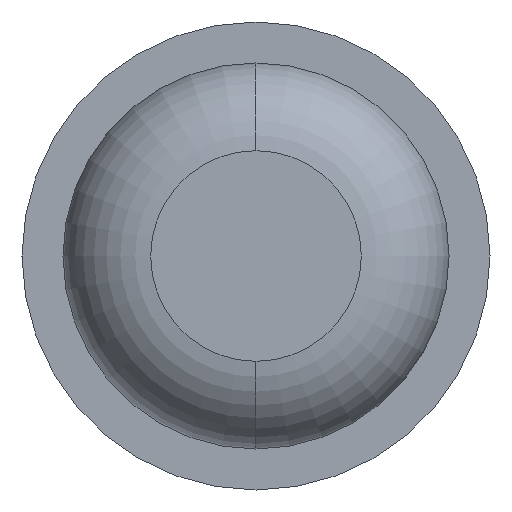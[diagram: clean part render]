
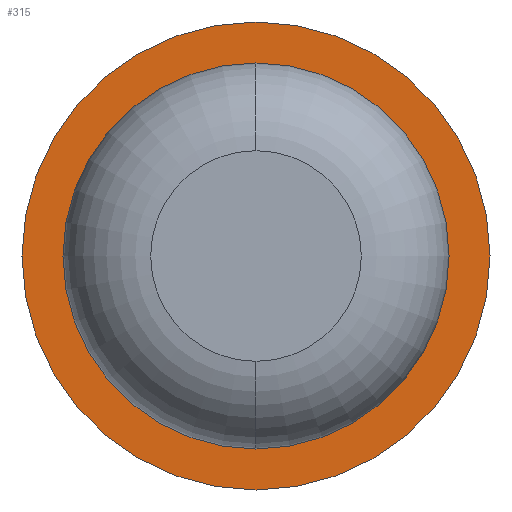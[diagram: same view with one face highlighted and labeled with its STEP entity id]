
A CAD part, front view. The second image highlights one B-rep face of the part: STEP entity #315.
In plain terms, the highlighted planar face has unit normal (0, -1, 0).
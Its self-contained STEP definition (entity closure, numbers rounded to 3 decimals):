
#298 = DIRECTION ( 'NONE',  ( -1., 0., 0. ) ) ;
#315 = ADVANCED_FACE ( 'Defeature ausgef�hrt1_5', ( #4033, #2029 ), #1133, .F. ) ;
#453 = VERTEX_POINT ( 'NONE', #779 ) ;
#505 = VERTEX_POINT ( 'NONE', #3647 ) ;
#572 = EDGE_CURVE ( 'Defeature ausgef�hrt1_5+Defeature ausgef�hrt1_0+Defeature ausgef�hrt1_0+Defeature ausgef�hrt1_0', #505, #2931, #4084, .T. ) ;
#779 = CARTESIAN_POINT ( 'NONE',  ( 1., -8., 0. ) ) ;
#863 = DIRECTION ( 'NONE',  ( 0., 1., 0. ) ) ;
#932 = CARTESIAN_POINT ( 'NONE',  ( 0., -8., 0. ) ) ;
#997 = DIRECTION ( 'NONE',  ( 0., 1., 0. ) ) ;
#1004 = EDGE_LOOP ( 'NONE', ( #2987, #2083 ) ) ;
#1133 = PLANE ( 'NONE',  #3642 ) ;
#1194 = EDGE_CURVE ( 'Defeature ausgef�hrt1_6+Defeature ausgef�hrt1_5+Defeature ausgef�hrt1_5+Defeature ausgef�hrt1_5', #3033, #453, #1253, .T. ) ;
#1198 = CARTESIAN_POINT ( 'NONE',  ( 0., -8., 0. ) ) ;
#1253 = CIRCLE ( 'NONE', #3730, 1. ) ;
#1622 = CARTESIAN_POINT ( 'NONE',  ( 0., -8., 0. ) ) ;
#1764 = CARTESIAN_POINT ( 'NONE',  ( 0.825, -8., 0. ) ) ;
#1853 = DIRECTION ( 'NONE',  ( -1., 0., 0. ) ) ;
#1854 = ORIENTED_EDGE ( 'NONE', *, *, #572, .T. ) ;
#2029 = FACE_BOUND ( 'NONE', #2541, .T. ) ;
#2083 = ORIENTED_EDGE ( 'NONE', *, *, #2379, .F. ) ;
#2099 = DIRECTION ( 'NONE',  ( -1., 0., 0. ) ) ;
#2212 = DIRECTION ( 'NONE',  ( 0., 1., 0. ) ) ;
#2293 = ORIENTED_EDGE ( 'NONE', *, *, #3097, .T. ) ;
#2379 = EDGE_CURVE ( 'Defeature ausgef�hrt1_6+Defeature ausgef�hrt1_5+Defeature ausgef�hrt1_5+Defeature ausgef�hrt1_5', #453, #3033, #2797, .T. ) ;
#2514 = DIRECTION ( 'NONE',  ( 0., 1., 0. ) ) ;
#2541 = EDGE_LOOP ( 'NONE', ( #2293, #1854 ) ) ;
#2595 = AXIS2_PLACEMENT_3D ( 'NONE', #1198, #2514, #1853 ) ;
#2708 = CARTESIAN_POINT ( 'NONE',  ( 0., -8., 0.825 ) ) ;
#2785 = CARTESIAN_POINT ( 'NONE',  ( -1., -8., 0. ) ) ;
#2797 = CIRCLE ( 'NONE', #4059, 1. ) ;
#2931 = VERTEX_POINT ( 'NONE', #2708 ) ;
#2987 = ORIENTED_EDGE ( 'NONE', *, *, #1194, .F. ) ;
#3033 = VERTEX_POINT ( 'NONE', #2785 ) ;
#3046 = DIRECTION ( 'NONE',  ( 0., 1., 0. ) ) ;
#3066 = DIRECTION ( 'NONE',  ( -1., 0., 0. ) ) ;
#3097 = EDGE_CURVE ( 'Defeature ausgef�hrt1_5+Defeature ausgef�hrt1_0+Defeature ausgef�hrt1_0+Defeature ausgef�hrt1_0', #2931, #505, #3884, .T. ) ;
#3153 = DIRECTION ( 'NONE',  ( -1., 0., 0. ) ) ;
#3428 = AXIS2_PLACEMENT_3D ( 'NONE', #932, #2212, #298 ) ;
#3642 = AXIS2_PLACEMENT_3D ( 'NONE', #1764, #3046, #2099 ) ;
#3647 = CARTESIAN_POINT ( 'NONE',  ( 0., -8., -0.825 ) ) ;
#3728 = CARTESIAN_POINT ( 'NONE',  ( 0., -8., 0. ) ) ;
#3730 = AXIS2_PLACEMENT_3D ( 'NONE', #1622, #997, #3153 ) ;
#3884 = CIRCLE ( 'NONE', #3428, 0.825 ) ;
#4033 = FACE_OUTER_BOUND ( 'NONE', #1004, .T. ) ;
#4059 = AXIS2_PLACEMENT_3D ( 'NONE', #3728, #863, #3066 ) ;
#4084 = CIRCLE ( 'NONE', #2595, 0.825 ) ;
